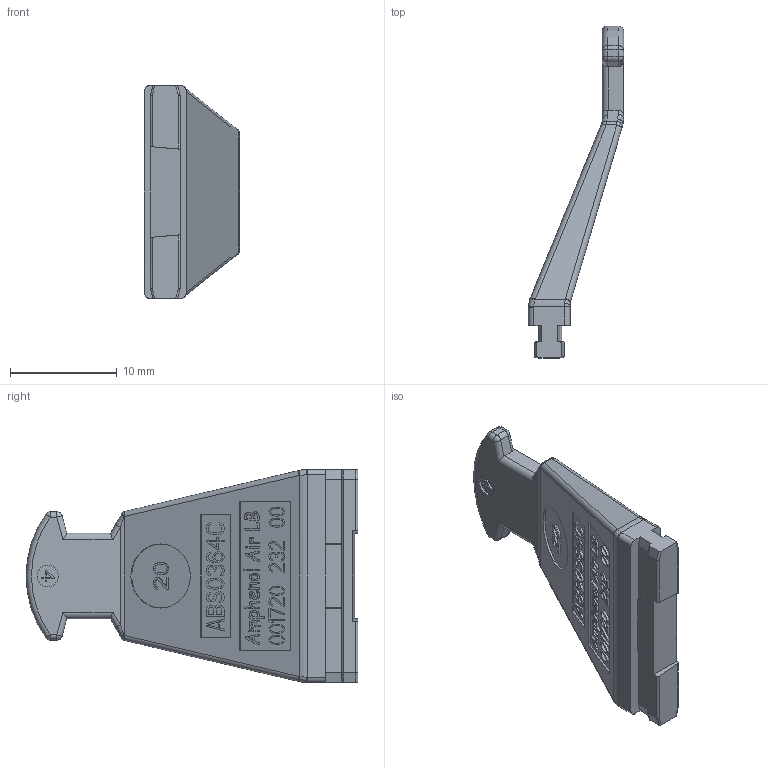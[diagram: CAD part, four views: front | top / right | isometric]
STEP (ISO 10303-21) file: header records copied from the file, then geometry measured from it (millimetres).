
FILE_DESCRIPTION((''),'2;1');
FILE_NAME('001720_232_00','2020-01-31T',('presta_be4'),(''),'CREO PARAMETRIC BY PTC INC, 2018360','CREO PARAMETRIC BY PTC INC, 2018360','');
FILE_SCHEMA(('CONFIG_CONTROL_DESIGN'));
Length unit declared in the file: millimetre
Products named in the file (1): 001720_232_00
Bounding box: 8.9 x 31.02 x 19.9 mm (x, y, z)
Volume: 1240.2 mm3; surface area: 1264.9 mm2
Topology: 1 solids, 1 shells, 1319 faces, 3703 edges, 2446 vertices
Faces by surface type: plane 932, extrusion 297, cylinder 60, bspline 12, sphere 12, torus 6
Entity records: 45116 total; most frequent: CARTESIAN_POINT 12311, ORIENTED_EDGE 7406, DIRECTION 5460, EDGE_CURVE 3703, VECTOR 3260, LINE 2963, VERTEX_POINT 2446, EDGE_LOOP 1379
